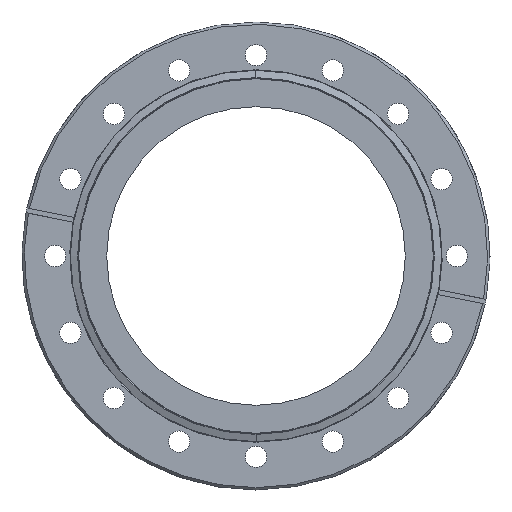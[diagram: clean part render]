
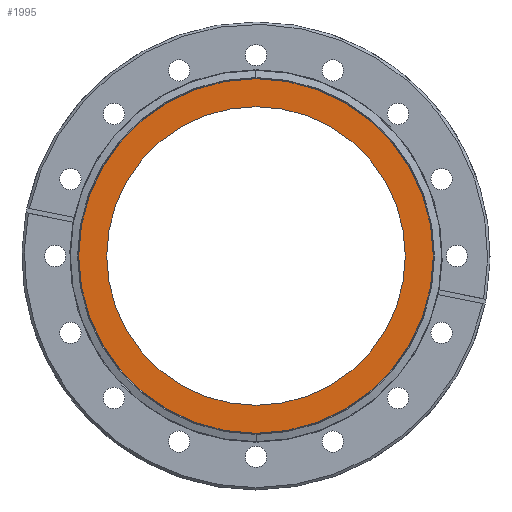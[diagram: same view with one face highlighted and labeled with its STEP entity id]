
A CAD part, left-side view. The second image highlights one B-rep face of the part: STEP entity #1995.
In plain terms, the highlighted planar face has unit normal (-1, 0, 0).
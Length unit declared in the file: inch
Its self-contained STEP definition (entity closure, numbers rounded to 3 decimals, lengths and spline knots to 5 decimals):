
#250 = AXIS2_PLACEMENT_3D ( 'NONE', #2121, #2790, #2391 ) ;
#307 = ORIENTED_EDGE ( 'NONE', *, *, #2838, .T. ) ;
#438 = CARTESIAN_POINT ( 'NONE',  ( 0.051, 0., -2.2614 ) ) ;
#504 = PLANE ( 'NONE',  #2489 ) ;
#533 = CARTESIAN_POINT ( 'NONE',  ( 0.051, 0., 2.2614 ) ) ;
#536 = VERTEX_POINT ( 'NONE', #2256 ) ;
#564 = DIRECTION ( 'NONE',  ( -1., 0., 0. ) ) ;
#573 = ORIENTED_EDGE ( 'NONE', *, *, #2658, .T. ) ;
#576 = CIRCLE ( 'NONE', #1514, 1.905 ) ;
#680 = FACE_OUTER_BOUND ( 'NONE', #866, .T. ) ;
#723 = CARTESIAN_POINT ( 'NONE',  ( 0.051, 2.26559, 0. ) ) ;
#724 = DIRECTION ( 'NONE',  ( -1., 0., 0. ) ) ;
#821 = CIRCLE ( 'NONE', #2462, 2.2614 ) ;
#846 = VERTEX_POINT ( 'NONE', #966 ) ;
#866 = EDGE_LOOP ( 'NONE', ( #307, #573 ) ) ;
#919 = DIRECTION ( 'NONE',  ( 0., 0., -1. ) ) ;
#966 = CARTESIAN_POINT ( 'NONE',  ( 0.051, 0., 1.905 ) ) ;
#969 = DIRECTION ( 'NONE',  ( 0., 0., 1. ) ) ;
#1093 = ORIENTED_EDGE ( 'NONE', *, *, #1382, .F. ) ;
#1137 = CIRCLE ( 'NONE', #250, 2.2614 ) ;
#1161 = CARTESIAN_POINT ( 'NONE',  ( 0.051, 0., 0. ) ) ;
#1287 = AXIS2_PLACEMENT_3D ( 'NONE', #1718, #1928, #969 ) ;
#1382 = EDGE_CURVE ( 'NONE', #846, #536, #576, .T. ) ;
#1423 = EDGE_LOOP ( 'NONE', ( #1093, #2439 ) ) ;
#1514 = AXIS2_PLACEMENT_3D ( 'NONE', #2577, #564, #1855 ) ;
#1574 = CIRCLE ( 'NONE', #1287, 1.905 ) ;
#1623 = DIRECTION ( 'NONE',  ( 1., 0., 0. ) ) ;
#1654 = VERTEX_POINT ( 'NONE', #533 ) ;
#1718 = CARTESIAN_POINT ( 'NONE',  ( 0.051, 0., 0. ) ) ;
#1855 = DIRECTION ( 'NONE',  ( 0., 0., 1. ) ) ;
#1928 = DIRECTION ( 'NONE',  ( -1., 0., 0. ) ) ;
#1995 = ADVANCED_FACE ( 'NONE', ( #680, #2737 ), #504, .F. ) ;
#2121 = CARTESIAN_POINT ( 'NONE',  ( 0.051, 0., 0. ) ) ;
#2256 = CARTESIAN_POINT ( 'NONE',  ( 0.051, 0., -1.905 ) ) ;
#2391 = DIRECTION ( 'NONE',  ( 0., 0., -1. ) ) ;
#2439 = ORIENTED_EDGE ( 'NONE', *, *, #2712, .F. ) ;
#2462 = AXIS2_PLACEMENT_3D ( 'NONE', #1161, #724, #2475 ) ;
#2475 = DIRECTION ( 'NONE',  ( 0., 0., -1. ) ) ;
#2489 = AXIS2_PLACEMENT_3D ( 'NONE', #723, #1623, #919 ) ;
#2542 = VERTEX_POINT ( 'NONE', #438 ) ;
#2577 = CARTESIAN_POINT ( 'NONE',  ( 0.051, 0., 0. ) ) ;
#2658 = EDGE_CURVE ( 'NONE', #1654, #2542, #1137, .T. ) ;
#2712 = EDGE_CURVE ( 'NONE', #536, #846, #1574, .T. ) ;
#2737 = FACE_BOUND ( 'NONE', #1423, .T. ) ;
#2790 = DIRECTION ( 'NONE',  ( -1., 0., 0. ) ) ;
#2838 = EDGE_CURVE ( 'NONE', #2542, #1654, #821, .T. ) ;
